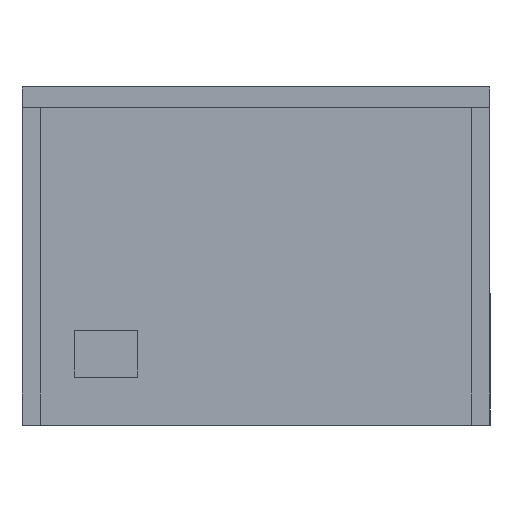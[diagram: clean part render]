
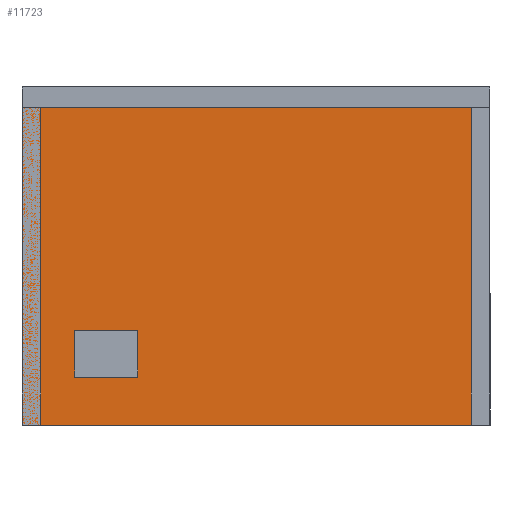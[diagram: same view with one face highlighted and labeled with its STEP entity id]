
A CAD part, left-side view. The second image highlights one B-rep face of the part: STEP entity #11723.
In plain terms, the highlighted planar face has unit normal (-1, 0, 0).
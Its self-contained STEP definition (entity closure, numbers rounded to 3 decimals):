
#492=FACE_BOUND('',#1567,.T.);
#903=FACE_OUTER_BOUND('',#1566,.T.);
#1566=EDGE_LOOP('',(#7943,#7944,#7945,#7946));
#1567=EDGE_LOOP('',(#7947,#7948,#7949,#7950));
#2362=LINE('',#15833,#3633);
#2366=LINE('',#15840,#3637);
#2369=LINE('',#15846,#3640);
#2371=LINE('',#15849,#3642);
#2376=LINE('',#15862,#3647);
#2377=LINE('',#15864,#3648);
#2378=LINE('',#15866,#3649);
#2379=LINE('',#15867,#3650);
#3633=VECTOR('',#13211,10.);
#3637=VECTOR('',#13217,10.);
#3640=VECTOR('',#13222,10.);
#3642=VECTOR('',#13226,10.);
#3647=VECTOR('',#13235,10.);
#3648=VECTOR('',#13236,10.);
#3649=VECTOR('',#13237,10.);
#3650=VECTOR('',#13238,10.);
#4879=VERTEX_POINT('',#15830);
#4880=VERTEX_POINT('',#15832);
#4882=VERTEX_POINT('',#15838);
#4884=VERTEX_POINT('',#15844);
#4889=VERTEX_POINT('',#15860);
#4890=VERTEX_POINT('',#15861);
#4891=VERTEX_POINT('',#15863);
#4892=VERTEX_POINT('',#15865);
#6077=EDGE_CURVE('',#4880,#4879,#2362,.T.);
#6081=EDGE_CURVE('',#4879,#4882,#2366,.T.);
#6084=EDGE_CURVE('',#4882,#4884,#2369,.T.);
#6086=EDGE_CURVE('',#4884,#4880,#2371,.T.);
#6091=EDGE_CURVE('',#4889,#4890,#2376,.T.);
#6092=EDGE_CURVE('',#4891,#4890,#2377,.T.);
#6093=EDGE_CURVE('',#4891,#4892,#2378,.T.);
#6094=EDGE_CURVE('',#4892,#4889,#2379,.T.);
#7943=ORIENTED_EDGE('',*,*,#6091,.T.);
#7944=ORIENTED_EDGE('',*,*,#6092,.F.);
#7945=ORIENTED_EDGE('',*,*,#6093,.T.);
#7946=ORIENTED_EDGE('',*,*,#6094,.T.);
#7947=ORIENTED_EDGE('',*,*,#6077,.T.);
#7948=ORIENTED_EDGE('',*,*,#6081,.T.);
#7949=ORIENTED_EDGE('',*,*,#6084,.T.);
#7950=ORIENTED_EDGE('',*,*,#6086,.T.);
#11276=PLANE('',#12413);
#11723=ADVANCED_FACE('',(#903,#492),#11276,.T.);
#12413=AXIS2_PLACEMENT_3D('',#15859,#13233,#13234);
#13211=DIRECTION('',(0.,1.,0.));
#13217=DIRECTION('',(0.,0.,1.));
#13222=DIRECTION('',(0.,-1.,0.));
#13226=DIRECTION('',(0.,0.,-1.));
#13233=DIRECTION('center_axis',(-1.,0.,0.));
#13234=DIRECTION('ref_axis',(0.,-1.,0.));
#13235=DIRECTION('',(0.,1.,0.));
#13236=DIRECTION('',(0.,0.,1.));
#13237=DIRECTION('',(0.,-1.,0.));
#13238=DIRECTION('',(0.,0.,1.));
#15830=CARTESIAN_POINT('',(-226.577,177.508,20.484));
#15832=CARTESIAN_POINT('',(-226.577,150.508,20.484));
#15833=CARTESIAN_POINT('',(-226.577,188.754,20.484));
#15838=CARTESIAN_POINT('',(-226.577,177.508,40.484));
#15840=CARTESIAN_POINT('',(-226.577,177.508,20.242));
#15844=CARTESIAN_POINT('',(-226.577,150.508,40.484));
#15846=CARTESIAN_POINT('',(-226.577,175.254,40.484));
#15849=CARTESIAN_POINT('',(-226.577,150.508,10.242));
#15859=CARTESIAN_POINT('Origin',(-226.577,200.,0.));
#15860=CARTESIAN_POINT('',(-226.577,8.,135.655));
#15861=CARTESIAN_POINT('',(-226.577,200.,135.655));
#15862=CARTESIAN_POINT('',(-226.577,0.,135.655));
#15863=CARTESIAN_POINT('',(-226.577,200.,0.));
#15864=CARTESIAN_POINT('',(-226.577,200.,0.));
#15865=CARTESIAN_POINT('',(-226.577,8.,0.));
#15866=CARTESIAN_POINT('',(-226.577,200.,0.));
#15867=CARTESIAN_POINT('',(-226.577,8.,0.));
